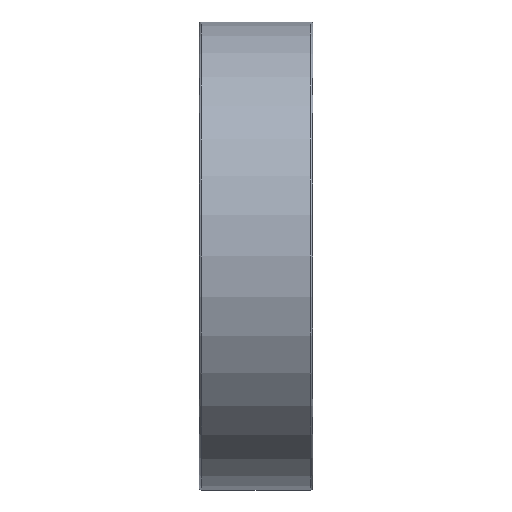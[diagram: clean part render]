
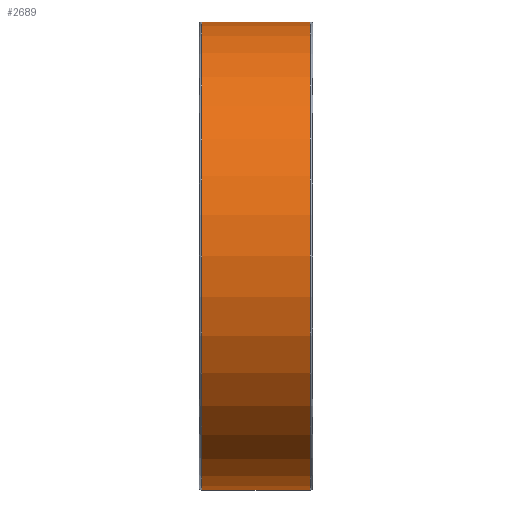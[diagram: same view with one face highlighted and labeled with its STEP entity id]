
A CAD part, front view. The second image highlights one B-rep face of the part: STEP entity #2689.
In plain terms, the highlighted cylindrical face has radius 18.5 mm (diameter 37 mm), a partial arc.
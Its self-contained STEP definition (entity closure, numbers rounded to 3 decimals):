
#7 = LINE ( 'NONE', #2200, #11 ) ;
#11 = VECTOR ( 'NONE', #2207, 1000. ) ;
#166 = CIRCLE ( 'NONE', #679, 18.5 ) ;
#188 = CIRCLE ( 'NONE', #648, 18.5 ) ;
#407 = EDGE_CURVE ( 'NONE', #1279, #1256, #1920, .T. ) ;
#434 = EDGE_CURVE ( 'NONE', #1335, #1266, #7, .T. ) ;
#526 = EDGE_CURVE ( 'NONE', #1256, #1266, #188, .T. ) ;
#532 = EDGE_CURVE ( 'NONE', #1335, #1279, #166, .T. ) ;
#648 = AXIS2_PLACEMENT_3D ( 'NONE', #2421, #2431, #2451 ) ;
#679 = AXIS2_PLACEMENT_3D ( 'NONE', #2490, #2458, #2453 ) ;
#821 = AXIS2_PLACEMENT_3D ( 'NONE', #3043, #3067, #3088 ) ;
#993 = CYLINDRICAL_SURFACE ( 'NONE', #821, 18.5 ) ;
#1148 = FACE_OUTER_BOUND ( 'NONE', #1706, .T. ) ;
#1256 = VERTEX_POINT ( 'NONE', #2830 ) ;
#1266 = VERTEX_POINT ( 'NONE', #2882 ) ;
#1279 = VERTEX_POINT ( 'NONE', #2872 ) ;
#1326 = ORIENTED_EDGE ( 'NONE', *, *, #434, .F. ) ;
#1332 = ORIENTED_EDGE ( 'NONE', *, *, #532, .T. ) ;
#1334 = ORIENTED_EDGE ( 'NONE', *, *, #407, .T. ) ;
#1335 = VERTEX_POINT ( 'NONE', #2858 ) ;
#1379 = ORIENTED_EDGE ( 'NONE', *, *, #526, .T. ) ;
#1706 = EDGE_LOOP ( 'NONE', ( #1326, #1332, #1334, #1379 ) ) ;
#1920 = LINE ( 'NONE', #2138, #1941 ) ;
#1941 = VECTOR ( 'NONE', #2150, 1000. ) ;
#2138 = CARTESIAN_POINT ( 'NONE',  ( 0., 0., 18.5 ) ) ;
#2150 = DIRECTION ( 'NONE',  ( -1., 0., 0. ) ) ;
#2200 = CARTESIAN_POINT ( 'NONE',  ( 0., 0., -18.5 ) ) ;
#2207 = DIRECTION ( 'NONE',  ( -1., 0., 0. ) ) ;
#2421 = CARTESIAN_POINT ( 'NONE',  ( -4.3, 0., 0. ) ) ;
#2431 = DIRECTION ( 'NONE',  ( 1., 0., 0. ) ) ;
#2451 = DIRECTION ( 'NONE',  ( 0., 0., -1. ) ) ;
#2453 = DIRECTION ( 'NONE',  ( 0., 0., -1. ) ) ;
#2458 = DIRECTION ( 'NONE',  ( -1., 0., 0. ) ) ;
#2490 = CARTESIAN_POINT ( 'NONE',  ( 4.3, 0., 0. ) ) ;
#2689 = ADVANCED_FACE ( 'NONE', ( #1148 ), #993, .T. ) ;
#2830 = CARTESIAN_POINT ( 'NONE',  ( -4.3, 0., 18.5 ) ) ;
#2858 = CARTESIAN_POINT ( 'NONE',  ( 4.3, 0., -18.5 ) ) ;
#2872 = CARTESIAN_POINT ( 'NONE',  ( 4.3, 0., 18.5 ) ) ;
#2882 = CARTESIAN_POINT ( 'NONE',  ( -4.3, 0., -18.5 ) ) ;
#3043 = CARTESIAN_POINT ( 'NONE',  ( 0., 0., 0. ) ) ;
#3067 = DIRECTION ( 'NONE',  ( -1., 0., 0. ) ) ;
#3088 = DIRECTION ( 'NONE',  ( 0., 0., 1. ) ) ;
